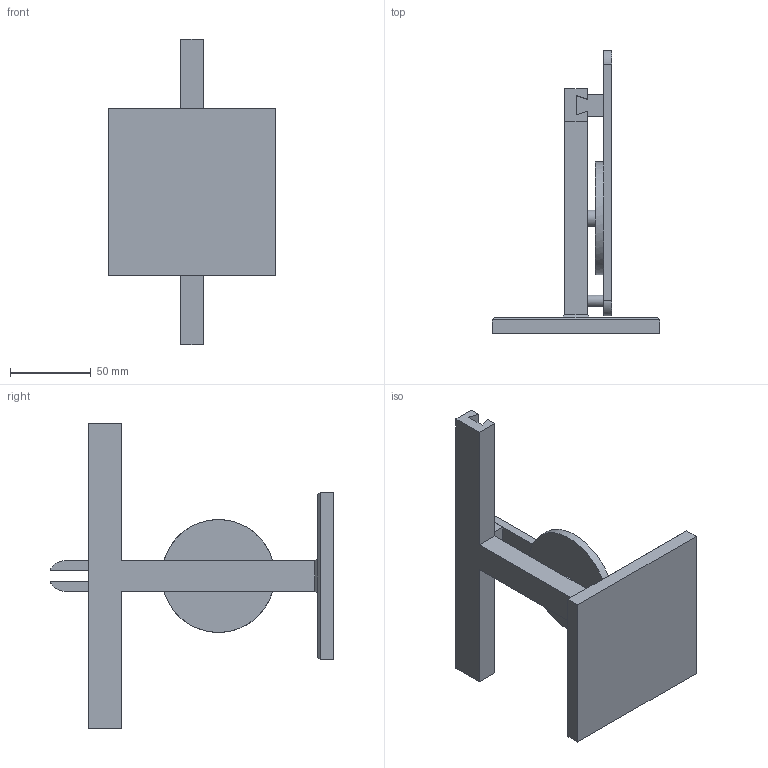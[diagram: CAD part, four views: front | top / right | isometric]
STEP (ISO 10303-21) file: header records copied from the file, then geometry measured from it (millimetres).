
FILE_DESCRIPTION(('FreeCAD Model'),'2;1');
FILE_NAME('Open CASCADE Shape Model','2025-05-08T03:37:02',('FreeCAD'),( 'FreeCAD'),'Open CASCADE STEP processor 7.6','FreeCAD','Unknown');
FILE_SCHEMA(('AUTOMOTIVE_DESIGN { 1 0 10303 214 1 1 1 1 }'));
Length unit declared in the file: millimetre
Products named in the file (1): Open CASCADE STEP translator 7.6 1
Bounding box: 104.26 x 176.26 x 189.72 mm (x, y, z)
Volume: 220022.8 mm3; surface area: 68921.6 mm2
Topology: 4 solids, 4 shells, 64 faces, 145 edges, 94 vertices
Faces by surface type: bspline 64
Entity records: 1801 total; most frequent: CARTESIAN_POINT 865, ORIENTED_EDGE 290, EDGE_CURVE 145, B_SPLINE_CURVE_WITH_KNOTS 119, VERTEX_POINT 94, FACE_BOUND 75, EDGE_LOOP 75, ADVANCED_FACE 64
